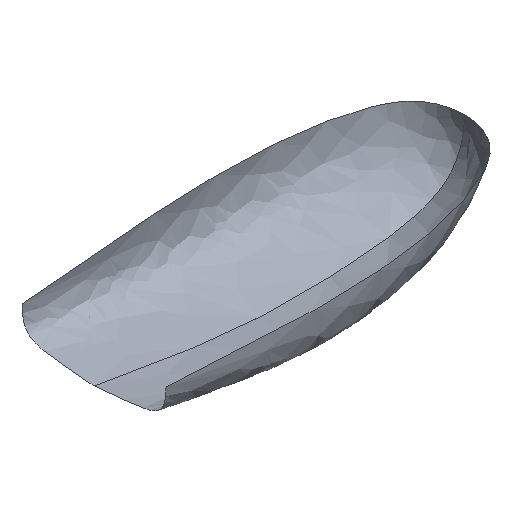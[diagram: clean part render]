
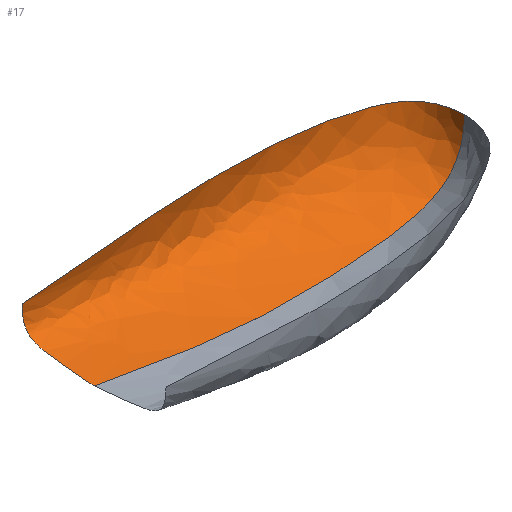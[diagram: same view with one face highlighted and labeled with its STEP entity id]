
A CAD part, isometric view. The second image highlights one B-rep face of the part: STEP entity #17.
In plain terms, the highlighted free-form (B-spline) face has degree [3, 3] with [10, 7] control points.
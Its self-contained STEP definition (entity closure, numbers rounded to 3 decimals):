
#17 = ADVANCED_FACE('',(#18),#74,.T.);
#18 = FACE_BOUND('',#19,.T.);
#19 = EDGE_LOOP('',(#20,#34,#49,#61));
#20 = ORIENTED_EDGE('',*,*,#21,.F.);
#21 = EDGE_CURVE('',#22,#24,#26,.T.);
#22 = VERTEX_POINT('',#23);
#23 = CARTESIAN_POINT('',(0.,489.575,239.425));
#24 = VERTEX_POINT('',#25);
#25 = CARTESIAN_POINT('',(0.,0.,0.));
#26 = B_SPLINE_CURVE_WITH_KNOTS('',3,(#27,#28,#29,#30,#31,#32,#33),
  .UNSPECIFIED.,.F.,.F.,(4,1,1,1,4),(0.,9.113,18.227,
    27.34,36.453),.QUASI_UNIFORM_KNOTS.);
#27 = CARTESIAN_POINT('',(0.,489.575,239.425));
#28 = CARTESIAN_POINT('',(0.,492.605,177.879));
#29 = CARTESIAN_POINT('',(0.,466.495,61.08));
#30 = CARTESIAN_POINT('',(0.,311.696,31.939));
#31 = CARTESIAN_POINT('',(0.,178.345,16.319));
#32 = CARTESIAN_POINT('',(0.,53.967,3.879));
#33 = CARTESIAN_POINT('',(0.,0.,0.));
#34 = ORIENTED_EDGE('',*,*,#35,.T.);
#35 = EDGE_CURVE('',#22,#36,#38,.T.);
#36 = VERTEX_POINT('',#37);
#37 = CARTESIAN_POINT('',(2517.813,3.73,
    338.04));
#38 = B_SPLINE_CURVE_WITH_KNOTS('',3,(#39,#40,#41,#42,#43,#44,#45,#46,
    #47,#48),.UNSPECIFIED.,.F.,.F.,(4,1,1,1,1,1,1,4),(0.,34.525
    ,51.558,68.616,86.092,95.315,
    105.418,120.932),.UNSPECIFIED.);
#39 = CARTESIAN_POINT('',(0.,489.575,239.425));
#40 = CARTESIAN_POINT('',(342.777,518.243,240.213)
  );
#41 = CARTESIAN_POINT('',(740.218,546.928,
    245.662));
#42 = CARTESIAN_POINT('',(1165.96,563.072,
    257.069));
#43 = CARTESIAN_POINT('',(1589.23,554.771,
    275.56));
#44 = CARTESIAN_POINT('',(1926.292,502.599,
    293.765));
#45 = CARTESIAN_POINT('',(2185.85,423.195,
    312.383));
#46 = CARTESIAN_POINT('',(2434.141,304.487,
    330.886));
#47 = CARTESIAN_POINT('',(2513.766,139.642,
    337.573));
#48 = CARTESIAN_POINT('',(2517.813,3.73,
    338.04));
#49 = ORIENTED_EDGE('',*,*,#50,.T.);
#50 = EDGE_CURVE('',#36,#51,#53,.T.);
#51 = VERTEX_POINT('',#52);
#52 = CARTESIAN_POINT('',(2517.813,0.,334.047));
#53 = B_SPLINE_CURVE_WITH_KNOTS('',3,(#54,#55,#56,#57,#58,#59,#60),
  .UNSPECIFIED.,.F.,.F.,(4,1,1,1,4),(0.,9.113,18.227,
    27.34,36.453),.QUASI_UNIFORM_KNOTS.);
#54 = CARTESIAN_POINT('',(2517.813,3.73,
    338.04));
#55 = CARTESIAN_POINT('',(2517.813,3.73,
    337.34));
#56 = CARTESIAN_POINT('',(2517.813,3.264,
    336.175));
#57 = CARTESIAN_POINT('',(2517.813,2.564,
    335.242));
#58 = CARTESIAN_POINT('',(2517.813,1.632,
    334.543));
#59 = CARTESIAN_POINT('',(2517.813,0.466,
    334.076));
#60 = CARTESIAN_POINT('',(2517.813,0.,334.047));
#61 = ORIENTED_EDGE('',*,*,#62,.F.);
#62 = EDGE_CURVE('',#24,#51,#63,.T.);
#63 = B_SPLINE_CURVE_WITH_KNOTS('',3,(#64,#65,#66,#67,#68,#69,#70,#71,
    #72,#73),.UNSPECIFIED.,.F.,.F.,(4,1,1,1,1,1,1,4),(0.,34.525
    ,51.558,68.616,86.092,95.315,
    105.418,120.932),.UNSPECIFIED.);
#64 = CARTESIAN_POINT('',(0.,0.,0.));
#65 = CARTESIAN_POINT('',(343.32,0.,-62.851));
#66 = CARTESIAN_POINT('',(740.514,0.025,
    -128.921));
#67 = CARTESIAN_POINT('',(1165.956,0.034,
    -165.243));
#68 = CARTESIAN_POINT('',(1589.23,0.,-167.388));
#69 = CARTESIAN_POINT('',(1924.964,0.,-140.507));
#70 = CARTESIAN_POINT('',(2185.85,0.,-95.306));
#71 = CARTESIAN_POINT('',(2434.141,0.,-4.83));
#72 = CARTESIAN_POINT('',(2517.813,0.,183.095));
#73 = CARTESIAN_POINT('',(2517.813,0.,334.047));
#74 = B_SPLINE_SURFACE_WITH_KNOTS('',3,3,(
    (#75,#76,#77,#78,#79,#80,#81)
    ,(#82,#83,#84,#85,#86,#87,#88)
    ,(#89,#90,#91,#92,#93,#94,#95)
    ,(#96,#97,#98,#99,#100,#101,#102)
    ,(#103,#104,#105,#106,#107,#108,#109)
    ,(#110,#111,#112,#113,#114,#115,#116)
    ,(#117,#118,#119,#120,#121,#122,#123)
    ,(#124,#125,#126,#127,#128,#129,#130)
    ,(#131,#132,#133,#134,#135,#136,#137)
    ,(#138,#139,#140,#141,#142,#143,#144
    )),.UNSPECIFIED.,.F.,.F.,.F.,(4,1,1,1,1,1,1,4),(4,1,1,1,4),(0.,
    34.525,51.558,68.616,86.092,
    95.315,105.418,120.932),(0.,9.113,
    18.227,27.34,36.453),.UNSPECIFIED.);
#75 = CARTESIAN_POINT('',(0.,489.575,239.425));
#76 = CARTESIAN_POINT('',(0.,492.605,177.879));
#77 = CARTESIAN_POINT('',(0.,466.495,61.08));
#78 = CARTESIAN_POINT('',(0.,311.696,31.939));
#79 = CARTESIAN_POINT('',(0.,178.345,16.319));
#80 = CARTESIAN_POINT('',(0.,53.967,3.879));
#81 = CARTESIAN_POINT('',(0.,0.,0.));
#82 = CARTESIAN_POINT('',(342.777,518.243,240.213)
  );
#83 = CARTESIAN_POINT('',(342.807,523.182,
    162.492));
#84 = CARTESIAN_POINT('',(342.993,512.888,26.894
    ));
#85 = CARTESIAN_POINT('',(343.559,367.916,
    -33.357));
#86 = CARTESIAN_POINT('',(343.218,195.685,
    -47.79));
#87 = CARTESIAN_POINT('',(343.219,60.465,
    -58.558));
#88 = CARTESIAN_POINT('',(343.32,0.,-62.851));
#89 = CARTESIAN_POINT('',(740.218,546.928,
    245.662));
#90 = CARTESIAN_POINT('',(740.092,549.863,
    150.173));
#91 = CARTESIAN_POINT('',(739.755,549.256,-0.933
    ));
#92 = CARTESIAN_POINT('',(739.957,401.643,
    -84.113));
#93 = CARTESIAN_POINT('',(740.19,210.01,
    -108.806));
#94 = CARTESIAN_POINT('',(740.305,64.981,
    -122.914));
#95 = CARTESIAN_POINT('',(740.514,0.025,
    -128.921));
#96 = CARTESIAN_POINT('',(1165.96,563.072,
    257.069));
#97 = CARTESIAN_POINT('',(1165.951,565.894,
    155.965));
#98 = CARTESIAN_POINT('',(1165.952,564.499,
    -1.865));
#99 = CARTESIAN_POINT('',(1165.941,418.68,
    -96.574));
#100 = CARTESIAN_POINT('',(1165.937,215.002,
    -132.224));
#101 = CARTESIAN_POINT('',(1165.938,68.201,
    -155.009));
#102 = CARTESIAN_POINT('',(1165.956,0.034,
    -165.243));
#103 = CARTESIAN_POINT('',(1589.23,554.771,
    275.56));
#104 = CARTESIAN_POINT('',(1589.23,556.808,
    169.105));
#105 = CARTESIAN_POINT('',(1589.23,528.093,
    28.908));
#106 = CARTESIAN_POINT('',(1589.23,408.896,
    -87.378));
#107 = CARTESIAN_POINT('',(1589.261,211.474,
    -128.562));
#108 = CARTESIAN_POINT('',(1589.319,68.575,
    -155.532));
#109 = CARTESIAN_POINT('',(1589.23,0.,-167.388));
#110 = CARTESIAN_POINT('',(1926.292,502.599,
    293.765));
#111 = CARTESIAN_POINT('',(1926.484,492.598,
    200.141));
#112 = CARTESIAN_POINT('',(1924.964,467.228,
    74.691));
#113 = CARTESIAN_POINT('',(1926.493,345.092,
    -31.906));
#114 = CARTESIAN_POINT('',(1924.493,191.112,
    -91.211));
#115 = CARTESIAN_POINT('',(1924.964,62.49,
    -128.575));
#116 = CARTESIAN_POINT('',(1924.964,0.,-140.507));
#117 = CARTESIAN_POINT('',(2185.85,423.195,
    312.383));
#118 = CARTESIAN_POINT('',(2185.85,403.314,
    231.626));
#119 = CARTESIAN_POINT('',(2185.851,369.156,
    129.59));
#120 = CARTESIAN_POINT('',(2185.851,274.931,
    37.379));
#121 = CARTESIAN_POINT('',(2186.197,160.27,
    -24.396));
#122 = CARTESIAN_POINT('',(2186.808,54.016,
    -72.591));
#123 = CARTESIAN_POINT('',(2185.85,0.,-95.306));
#124 = CARTESIAN_POINT('',(2434.141,304.487,
    330.886));
#125 = CARTESIAN_POINT('',(2433.995,281.97,
    271.271));
#126 = CARTESIAN_POINT('',(2433.974,245.106,
    205.45));
#127 = CARTESIAN_POINT('',(2434.141,189.515,
    127.518));
#128 = CARTESIAN_POINT('',(2433.223,116.344,
    68.849));
#129 = CARTESIAN_POINT('',(2432.634,38.509,
    16.364));
#130 = CARTESIAN_POINT('',(2434.141,0.,-4.83));
#131 = CARTESIAN_POINT('',(2513.766,139.642,
    337.573));
#132 = CARTESIAN_POINT('',(2513.118,133.584,
    309.131));
#133 = CARTESIAN_POINT('',(2513.384,120.762,
    271.831));
#134 = CARTESIAN_POINT('',(2514.782,96.05,
    233.131));
#135 = CARTESIAN_POINT('',(2517.813,54.786,
    199.56));
#136 = CARTESIAN_POINT('',(2517.813,17.718,
    186.505));
#137 = CARTESIAN_POINT('',(2517.813,0.,183.095));
#138 = CARTESIAN_POINT('',(2517.813,3.73,
    338.04));
#139 = CARTESIAN_POINT('',(2517.813,3.73,
    337.34));
#140 = CARTESIAN_POINT('',(2517.813,3.264,
    336.175));
#141 = CARTESIAN_POINT('',(2517.813,2.564,
    335.242));
#142 = CARTESIAN_POINT('',(2517.813,1.632,
    334.543));
#143 = CARTESIAN_POINT('',(2517.813,0.466,
    334.076));
#144 = CARTESIAN_POINT('',(2517.813,0.,334.047));
